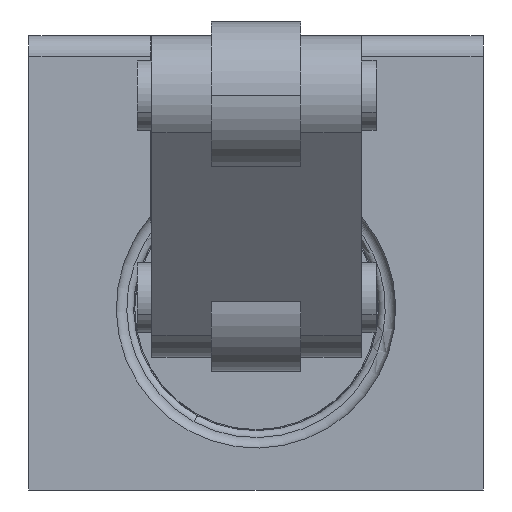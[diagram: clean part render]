
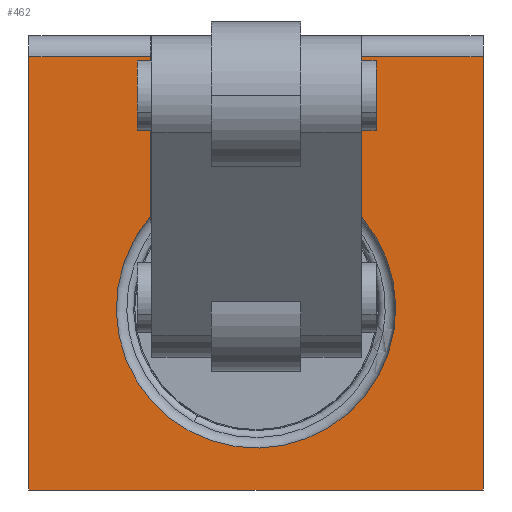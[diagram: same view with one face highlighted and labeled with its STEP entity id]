
A CAD part, front view. The second image highlights one B-rep face of the part: STEP entity #462.
In plain terms, the highlighted planar face has unit normal (0, -1, 0).
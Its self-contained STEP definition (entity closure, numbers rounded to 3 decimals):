
#350=CARTESIAN_POINT('Vertex',(14.948,0.,35.589)) ;
#353=CARTESIAN_POINT('Axis2P3D Location',(32.5,0.,26.)) ;
#357=CARTESIAN_POINT('Vertex',(50.052,0.,16.411)) ;
#372=CARTESIAN_POINT('Axis2P3D Location',(32.5,0.,26.)) ;
#376=CARTESIAN_POINT('Vertex',(47.6,0.,39.114)) ;
#391=CARTESIAN_POINT('Axis2P3D Location',(0.,0.,65.)) ;
#396=CARTESIAN_POINT('Line Origine',(17.4,0.,50.557)) ;
#400=CARTESIAN_POINT('Vertex',(17.4,0.,62.)) ;
#402=CARTESIAN_POINT('Vertex',(17.4,0.,39.114)) ;
#405=CARTESIAN_POINT('Line Origine',(8.7,0.,62.)) ;
#409=CARTESIAN_POINT('Vertex',(0.,0.,62.)) ;
#412=CARTESIAN_POINT('Line Origine',(0.,0.,31.)) ;
#416=CARTESIAN_POINT('Vertex',(0.,0.,0.)) ;
#419=CARTESIAN_POINT('Line Origine',(32.5,0.,0.)) ;
#423=CARTESIAN_POINT('Vertex',(65.,0.,0.)) ;
#426=CARTESIAN_POINT('Line Origine',(65.,0.,31.)) ;
#430=CARTESIAN_POINT('Vertex',(65.,0.,62.)) ;
#433=CARTESIAN_POINT('Line Origine',(56.3,0.,62.)) ;
#437=CARTESIAN_POINT('Vertex',(47.6,0.,62.)) ;
#440=CARTESIAN_POINT('Line Origine',(47.6,0.,50.557)) ;
#445=CARTESIAN_POINT('Axis2P3D Location',(32.5,0.,26.)) ;
#354=DIRECTION('Axis2P3D Direction',(-0.,1.,0.)) ;
#373=DIRECTION('Axis2P3D Direction',(-0.,1.,0.)) ;
#392=DIRECTION('Axis2P3D Direction',(0.,-1.,0.)) ;
#393=DIRECTION('Axis2P3D XDirection',(0.,0.,-1.)) ;
#397=DIRECTION('Vector Direction',(0.,0.,-1.)) ;
#406=DIRECTION('Vector Direction',(1.,0.,0.)) ;
#413=DIRECTION('Vector Direction',(0.,0.,-1.)) ;
#420=DIRECTION('Vector Direction',(1.,0.,0.)) ;
#427=DIRECTION('Vector Direction',(0.,0.,-1.)) ;
#434=DIRECTION('Vector Direction',(1.,0.,0.)) ;
#441=DIRECTION('Vector Direction',(0.,0.,-1.)) ;
#446=DIRECTION('Axis2P3D Direction',(0.,-1.,0.)) ;
#355=AXIS2_PLACEMENT_3D('Circle Axis2P3D',#353,#354,$) ;
#374=AXIS2_PLACEMENT_3D('Circle Axis2P3D',#372,#373,$) ;
#394=AXIS2_PLACEMENT_3D('Plane Axis2P3D',#391,#392,#393) ;
#447=AXIS2_PLACEMENT_3D('Circle Axis2P3D',#445,#446,$) ;
#451=ORIENTED_EDGE('',*,*,#404,.F.) ;
#452=ORIENTED_EDGE('',*,*,#411,.F.) ;
#453=ORIENTED_EDGE('',*,*,#418,.T.) ;
#454=ORIENTED_EDGE('',*,*,#425,.T.) ;
#455=ORIENTED_EDGE('',*,*,#432,.F.) ;
#456=ORIENTED_EDGE('',*,*,#439,.F.) ;
#457=ORIENTED_EDGE('',*,*,#444,.T.) ;
#458=ORIENTED_EDGE('',*,*,#378,.F.) ;
#459=ORIENTED_EDGE('',*,*,#359,.F.) ;
#460=ORIENTED_EDGE('',*,*,#449,.F.) ;
#398=VECTOR('Line Direction',#397,1.) ;
#407=VECTOR('Line Direction',#406,1.) ;
#414=VECTOR('Line Direction',#413,1.) ;
#421=VECTOR('Line Direction',#420,1.) ;
#428=VECTOR('Line Direction',#427,1.) ;
#435=VECTOR('Line Direction',#434,1.) ;
#442=VECTOR('Line Direction',#441,1.) ;
#462=ADVANCED_FACE('CU_CPUS-01500-15_0.1\\PartBody',(#461),#395,.T.) ;
#356=CIRCLE('generated circle',#355,20.) ;
#375=CIRCLE('generated circle',#374,20.) ;
#448=CIRCLE('generated circle',#447,20.) ;
#359=EDGE_CURVE('',#351,#358,#356,.F.) ;
#378=EDGE_CURVE('',#358,#377,#375,.F.) ;
#404=EDGE_CURVE('',#401,#403,#399,.T.) ;
#411=EDGE_CURVE('',#410,#401,#408,.T.) ;
#418=EDGE_CURVE('',#410,#417,#415,.T.) ;
#425=EDGE_CURVE('',#417,#424,#422,.T.) ;
#432=EDGE_CURVE('',#431,#424,#429,.T.) ;
#439=EDGE_CURVE('',#438,#431,#436,.T.) ;
#444=EDGE_CURVE('',#438,#377,#443,.T.) ;
#449=EDGE_CURVE('',#403,#351,#448,.T.) ;
#450=EDGE_LOOP('',(#451,#452,#453,#454,#455,#456,#457,#458,#459,#460)) ;
#461=FACE_OUTER_BOUND('',#450,.T.) ;
#399=LINE('Line',#396,#398) ;
#408=LINE('Line',#405,#407) ;
#415=LINE('Line',#412,#414) ;
#422=LINE('Line',#419,#421) ;
#429=LINE('Line',#426,#428) ;
#436=LINE('Line',#433,#435) ;
#443=LINE('Line',#440,#442) ;
#395=PLANE('Plane',#394) ;
#351=VERTEX_POINT('',#350) ;
#358=VERTEX_POINT('',#357) ;
#377=VERTEX_POINT('',#376) ;
#401=VERTEX_POINT('',#400) ;
#403=VERTEX_POINT('',#402) ;
#410=VERTEX_POINT('',#409) ;
#417=VERTEX_POINT('',#416) ;
#424=VERTEX_POINT('',#423) ;
#431=VERTEX_POINT('',#430) ;
#438=VERTEX_POINT('',#437) ;
